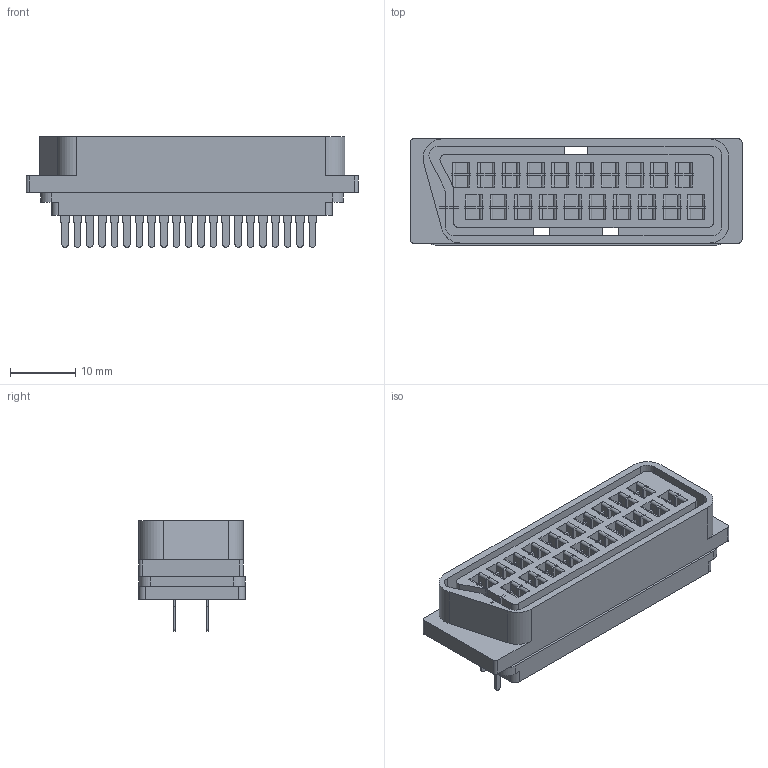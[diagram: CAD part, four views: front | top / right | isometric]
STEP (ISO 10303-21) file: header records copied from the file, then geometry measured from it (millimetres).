
FILE_DESCRIPTION (( 'STEP AP214' ), '1' );
FILE_NAME ('Female SCART.STEP', '2022-03-13T23:14:59', ( '' ), ( '' ), 'SwSTEP 2.0', 'SolidWorks 2020', '' );
FILE_SCHEMA (( 'AUTOMOTIVE_DESIGN' ));
Length unit declared in the file: millimetre
Products named in the file (4): Plug; Base; Pin; Female SCART
Assembly tree (32 placements, depth 2):
  Female SCART
    Base
    Plug
    Pin  x30
Bounding box: 51 x 16.3 x 17 mm (x, y, z)
Volume: 6410.7 mm3; surface area: 10459.3 mm2
Topology: 33 solids, 33 shells, 832 faces, 2301 edges, 1534 vertices
Faces by surface type: plane 586, cylinder 246
Entity records: 7839 total; most frequent: CARTESIAN_POINT 1341, DIRECTION 1308, ORIENTED_EDGE 1296, EDGE_CURVE 648, VECTOR 502, LINE 502, VERTEX_POINT 432, AXIS2_PLACEMENT_3D 403
